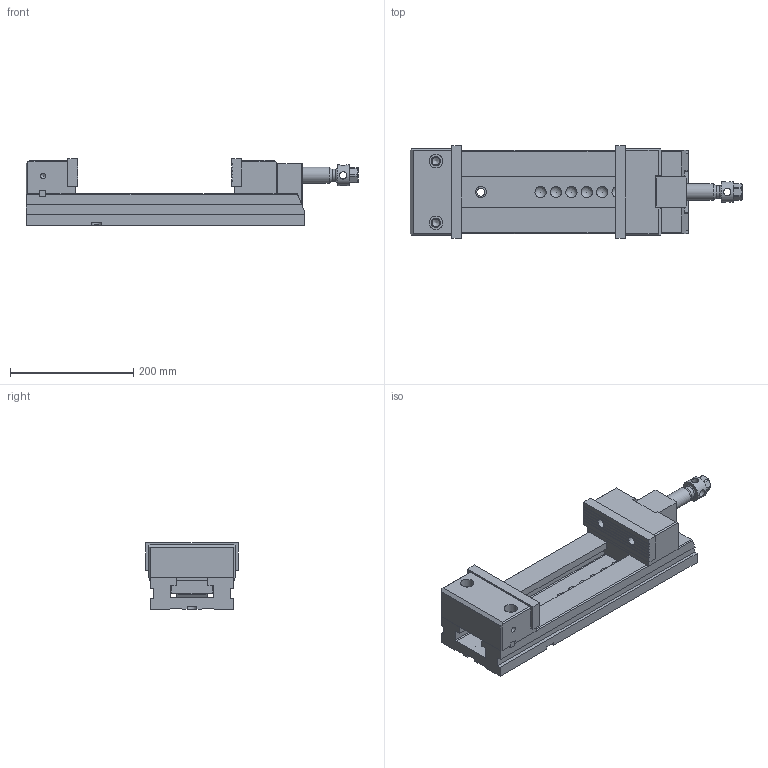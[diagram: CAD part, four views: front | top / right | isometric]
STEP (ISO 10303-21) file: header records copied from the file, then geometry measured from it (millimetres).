
FILE_DESCRIPTION(/* description */ (''),/* implementation_level */ '2;1');
FILE_NAME(/* name */ '29_150GL_Mordaza.stp',/* time_stamp */ '2013-07-12T12:47:42+02:00',/* author */ (''),/* organization */ (''),/* preprocessor_version */ 'ST-DEVELOPER v11',/* originating_system */ 'SIEMENS PLM Software NX 7.5',/* authorisation */ '');
FILE_SCHEMA (('AUTOMOTIVE_DESIGN { 1 0 10303 214 1 1 1 1 }'));
Length unit declared in the file: millimetre
Products named in the file (1): 29_150GL_Mordaza
Bounding box: 538.9 x 150 x 108 mm (x, y, z)
Volume: 3487378.7 mm3; surface area: 463839.5 mm2
Topology: 12 solids, 12 shells, 427 faces, 1170 edges, 773 vertices
Faces by surface type: plane 282, cylinder 89, cone 35, sphere 12, torus 9
Full cylindrical faces by diameter (mm): 4.351 x1, 5.188 x5, 6.985 x4, 8.4 x4, 8.782 x2, 10.579 x4, 12 x4, 12.376 x2, 13 x6, 14 x4, 15 x2, 16 x2, 16.5 x1, 18 x2, 19 x4, 20 x3, 21.25 x1, 22 x2, 26 x1, 30 x2, 33.8 x1, 34 x3
Entity records: 15845 total; most frequent: CARTESIAN_POINT 2536, DIRECTION 2070, ORIENTED_EDGE 1984, EDGE_CURVE 992, VERTEX_POINT 718, AXIS2_PLACEMENT_3D 692, LINE 686, VECTOR 686
